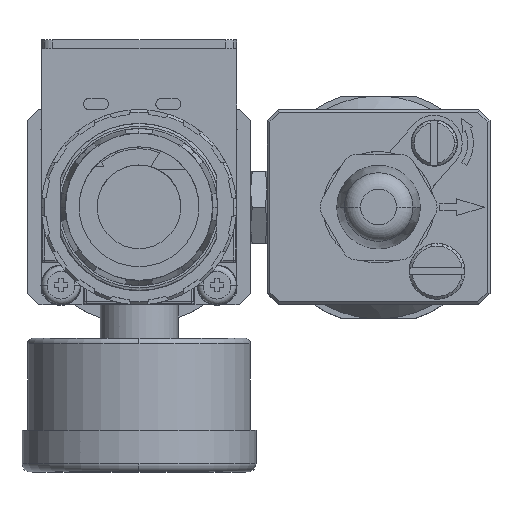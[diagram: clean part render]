
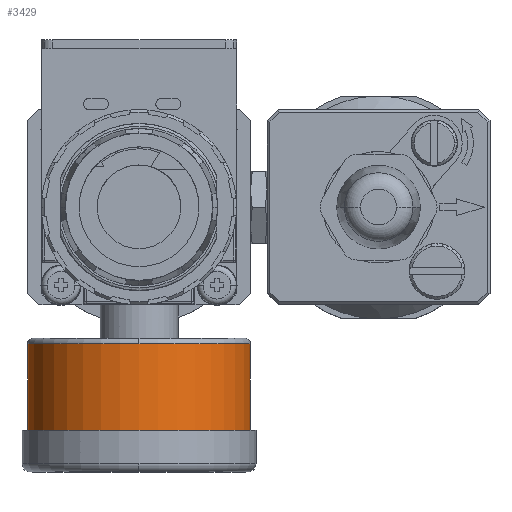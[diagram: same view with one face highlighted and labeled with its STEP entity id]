
A CAD part, top view. The second image highlights one B-rep face of the part: STEP entity #3429.
In plain terms, the highlighted cylindrical face has radius 20 mm (diameter 40 mm), a partial arc.
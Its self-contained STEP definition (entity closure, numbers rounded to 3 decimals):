
#3379=CARTESIAN_POINT('',(15.231,-36.899,0.15));
#3380=DIRECTION('',(0.0,-1.0,0.0));
#3381=DIRECTION('',(1.0,0.0,0.0));
#3382=AXIS2_PLACEMENT_3D('',#3379,#3380,#3381);
#3383=CYLINDRICAL_SURFACE('',#3382,20.0);
#3384=CARTESIAN_POINT('',(35.231,-37.899,0.15));
#3385=VERTEX_POINT('',#3384);
#3386=CARTESIAN_POINT('',(35.231,-53.399,0.15));
#3387=VERTEX_POINT('',#3386);
#3388=CARTESIAN_POINT('',(35.231,-37.899,0.15));
#3389=DIRECTION('',(0.0,-1.0,0.0));
#3390=VECTOR('',#3389,15.5);
#3391=LINE('',#3388,#3390);
#3392=EDGE_CURVE('',#3385,#3387,#3391,.T.);
#3393=ORIENTED_EDGE('',*,*,#3392,.F.);
#3394=CARTESIAN_POINT('',(15.231,-37.899,20.15));
#3395=VERTEX_POINT('',#3394);
#3396=CARTESIAN_POINT('',(15.231,-37.899,0.15));
#3397=DIRECTION('',(0.0,1.0,0.0));
#3398=DIRECTION('',(-1.0,0.0,0.0));
#3399=AXIS2_PLACEMENT_3D('',#3396,#3397,#3398);
#3400=CIRCLE('',#3399,20.0);
#3401=EDGE_CURVE('',#3395,#3385,#3400,.T.);
#3402=ORIENTED_EDGE('',*,*,#3401,.F.);
#3403=CARTESIAN_POINT('',(-4.769,-37.899,0.15));
#3404=VERTEX_POINT('',#3403);
#3405=CARTESIAN_POINT('',(15.231,-37.899,0.15));
#3406=DIRECTION('',(0.0,1.0,0.0));
#3407=DIRECTION('',(-1.0,0.0,0.0));
#3408=AXIS2_PLACEMENT_3D('',#3405,#3406,#3407);
#3409=CIRCLE('',#3408,20.0);
#3410=EDGE_CURVE('',#3404,#3395,#3409,.T.);
#3411=ORIENTED_EDGE('',*,*,#3410,.F.);
#3412=CARTESIAN_POINT('',(-4.769,-53.399,0.15));
#3413=VERTEX_POINT('',#3412);
#3414=CARTESIAN_POINT('',(-4.769,-53.399,0.15));
#3415=DIRECTION('',(0.0,1.0,0.0));
#3416=VECTOR('',#3415,15.5);
#3417=LINE('',#3414,#3416);
#3418=EDGE_CURVE('',#3413,#3404,#3417,.T.);
#3419=ORIENTED_EDGE('',*,*,#3418,.F.);
#3420=CARTESIAN_POINT('',(15.231,-53.399,0.15));
#3421=DIRECTION('',(0.0,1.0,0.0));
#3422=DIRECTION('',(1.0,0.0,0.0));
#3423=AXIS2_PLACEMENT_3D('',#3420,#3421,#3422);
#3424=CIRCLE('',#3423,20.0);
#3425=EDGE_CURVE('',#3413,#3387,#3424,.T.);
#3426=ORIENTED_EDGE('',*,*,#3425,.T.);
#3427=EDGE_LOOP('',(#3393,#3402,#3411,#3419,#3426));
#3428=FACE_OUTER_BOUND('',#3427,.T.);
#3429=ADVANCED_FACE('',(#3428),#3383,.T.);
